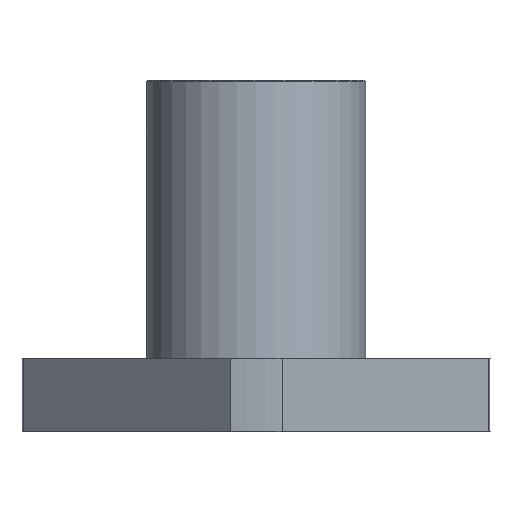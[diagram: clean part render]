
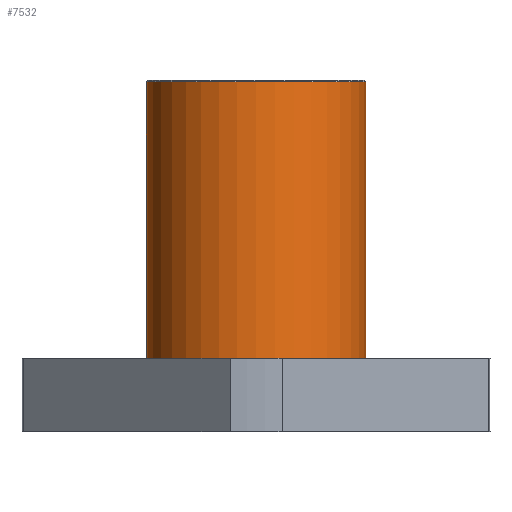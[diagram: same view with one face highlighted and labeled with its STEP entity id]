
A CAD part, front view. The second image highlights one B-rep face of the part: STEP entity #7532.
In plain terms, the highlighted cylindrical face has radius 7.5 mm (diameter 15 mm), a partial arc.
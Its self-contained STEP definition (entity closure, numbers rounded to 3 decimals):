
#191 = DIRECTION ( 'NONE',  ( 1., 0., 0. ) ) ;
#243 = FACE_OUTER_BOUND ( 'NONE', #3292, .T. ) ;
#304 = CARTESIAN_POINT ( 'NONE',  ( 7.5, 0., 5. ) ) ;
#451 = CARTESIAN_POINT ( 'NONE',  ( -7.5, 0., 24. ) ) ;
#603 = CARTESIAN_POINT ( 'NONE',  ( 0., 0., 23.9 ) ) ;
#632 = ORIENTED_EDGE ( 'NONE', *, *, #884, .T. ) ;
#884 = EDGE_CURVE ( 'NONE', #7277, #7563, #1329, .T. ) ;
#1033 = AXIS2_PLACEMENT_3D ( 'NONE', #5814, #9012, #1123 ) ;
#1123 = DIRECTION ( 'NONE',  ( -1., 0., 0. ) ) ;
#1329 = LINE ( 'NONE', #451, #4143 ) ;
#1601 = EDGE_CURVE ( 'NONE', #8103, #7277, #2649, .T. ) ;
#2060 = VERTEX_POINT ( 'NONE', #304 ) ;
#2214 = DIRECTION ( 'NONE',  ( 0., 0., -1. ) ) ;
#2649 = CIRCLE ( 'NONE', #8985, 7.5 ) ;
#3292 = EDGE_LOOP ( 'NONE', ( #5892, #8811, #632, #5045 ) ) ;
#3558 = VECTOR ( 'NONE', #5750, 1000. ) ;
#3827 = DIRECTION ( 'NONE',  ( 1., 0., 0. ) ) ;
#3907 = CARTESIAN_POINT ( 'NONE',  ( -7.5, 0., 23.9 ) ) ;
#4143 = VECTOR ( 'NONE', #9897, 1000. ) ;
#4410 = CARTESIAN_POINT ( 'NONE',  ( 7.5, 0., 24. ) ) ;
#5045 = ORIENTED_EDGE ( 'NONE', *, *, #10124, .T. ) ;
#5216 = AXIS2_PLACEMENT_3D ( 'NONE', #8913, #7332, #191 ) ;
#5512 = CARTESIAN_POINT ( 'NONE',  ( 7.5, 0., 23.9 ) ) ;
#5750 = DIRECTION ( 'NONE',  ( 0., 0., -1. ) ) ;
#5814 = CARTESIAN_POINT ( 'NONE',  ( 0., 0., 24. ) ) ;
#5892 = ORIENTED_EDGE ( 'NONE', *, *, #7805, .F. ) ;
#6597 = CYLINDRICAL_SURFACE ( 'NONE', #1033, 7.5 ) ;
#7277 = VERTEX_POINT ( 'NONE', #3907 ) ;
#7332 = DIRECTION ( 'NONE',  ( 0., 0., 1. ) ) ;
#7532 = ADVANCED_FACE ( 'NONE', ( #243 ), #6597, .T. ) ;
#7563 = VERTEX_POINT ( 'NONE', #8638 ) ;
#7805 = EDGE_CURVE ( 'NONE', #8103, #2060, #9164, .T. ) ;
#8103 = VERTEX_POINT ( 'NONE', #5512 ) ;
#8638 = CARTESIAN_POINT ( 'NONE',  ( -7.5, 0., 5. ) ) ;
#8811 = ORIENTED_EDGE ( 'NONE', *, *, #1601, .T. ) ;
#8913 = CARTESIAN_POINT ( 'NONE',  ( 0., 0., 5. ) ) ;
#8985 = AXIS2_PLACEMENT_3D ( 'NONE', #603, #2214, #3827 ) ;
#9012 = DIRECTION ( 'NONE',  ( 0., 0., -1. ) ) ;
#9164 = LINE ( 'NONE', #4410, #3558 ) ;
#9897 = DIRECTION ( 'NONE',  ( 0., 0., -1. ) ) ;
#10124 = EDGE_CURVE ( 'NONE', #7563, #2060, #10228, .T. ) ;
#10228 = CIRCLE ( 'NONE', #5216, 7.5 ) ;
